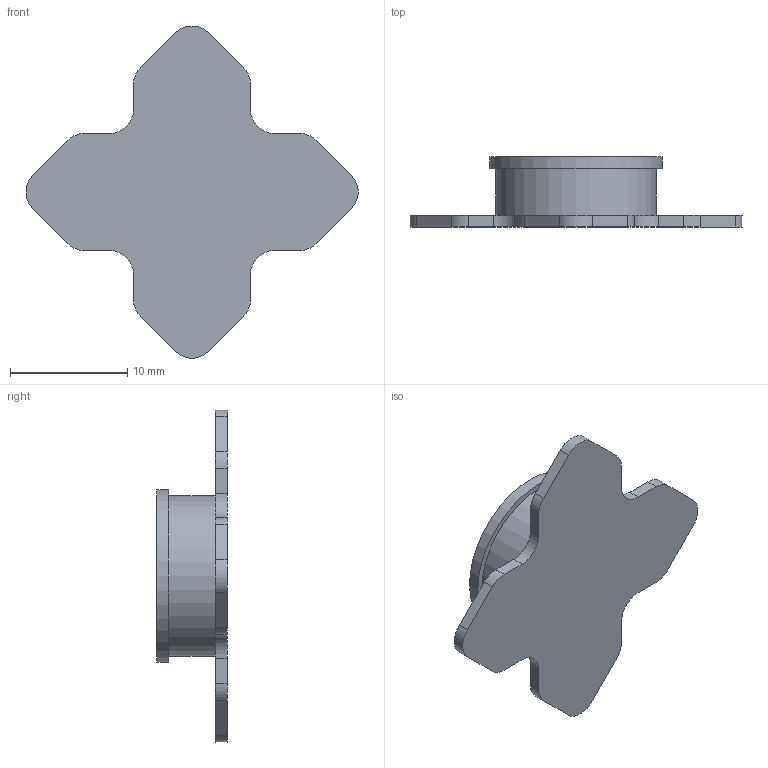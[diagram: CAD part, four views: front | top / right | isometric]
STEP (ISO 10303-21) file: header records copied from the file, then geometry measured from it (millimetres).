
FILE_DESCRIPTION(/* description */ (''),/* implementation_level */ '2;1');
FILE_NAME(/* name */ 'D-pad cover.stp',/* time_stamp */ '2025-05-01T21:05:42-04:00',/* author */ ('chh92'),/* organization */ (''),/* preprocessor_version */ 'ST-DEVELOPER v20',/* originating_system */ 'Autodesk Inventor 2025',/* authorisation */ '');
FILE_SCHEMA (('AUTOMOTIVE_DESIGN { 1 0 10303 214 3 1 1 }'));
Length unit declared in the file: millimetre
Products named in the file (1): D-pad cover
Bounding box: 28.33 x 6 x 28.33 mm (x, y, z)
Volume: 634.4 mm3; surface area: 1475.7 mm2
Topology: 1 solids, 1 shells, 63 faces, 156 edges, 104 vertices
Faces by surface type: plane 35, cylinder 28
Full cylindrical faces by diameter (mm): 1 x5, 12.7 x1, 13.7 x1, 14.7 x1
Entity records: 1929 total; most frequent: DIRECTION 340, CARTESIAN_POINT 324, ORIENTED_EDGE 312, EDGE_CURVE 156, AXIS2_PLACEMENT_3D 120, VERTEX_POINT 104, LINE 100, VECTOR 100
